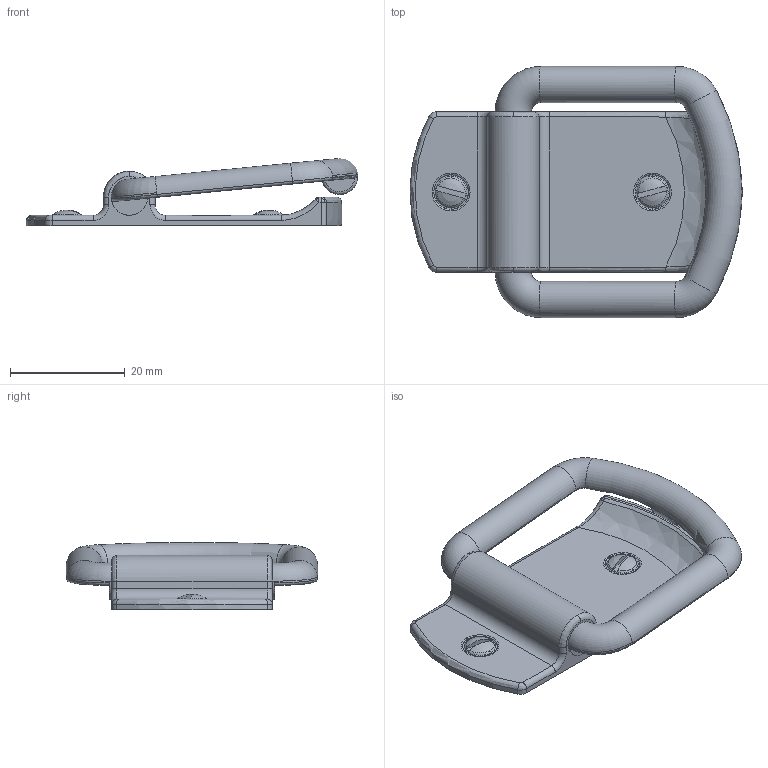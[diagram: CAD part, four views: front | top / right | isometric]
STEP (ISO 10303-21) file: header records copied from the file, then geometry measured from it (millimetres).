
FILE_DESCRIPTION(('Creo Elements/Direct Modeling STEP Export'),'2;1');
FILE_NAME('1816-44.stp','2018-12-18T 9:37:21',(''),(''),'Creo Elements/Direct Modeling STEP processor for AP214 (Solid Model)','Creo Elements/Direct Modeling 20.0 12-Nov-2016 (C) Parametric Technology GmbH','');
FILE_SCHEMA(('AUTOMOTIVE_DESIGN { 1 0 10303 214 1 1 1 1 }'));
Length unit declared in the file: millimetre
Products named in the file (2): 1816-44
Assembly tree (1 placements, depth 2):
  1816-44
    1816-44
Bounding box: 57.92 x 43.82 x 11.71 mm (x, y, z)
Volume: 6692.8 mm3; surface area: 5603.4 mm2
Topology: 1 solids, 1 shells, 122 faces, 304 edges, 186 vertices
Faces by surface type: torus 39, bspline 28, cylinder 24, plane 20, cone 7, sphere 4
Entity records: 10418 total; most frequent: CARTESIAN_POINT 7090, ORIENTED_EDGE 604, DIRECTION 426, EDGE_CURVE 302, VERTEX_POINT 186, AXIS2_PLACEMENT_3D 183, B_SPLINE_CURVE_WITH_KNOTS 136, EDGE_LOOP 128
